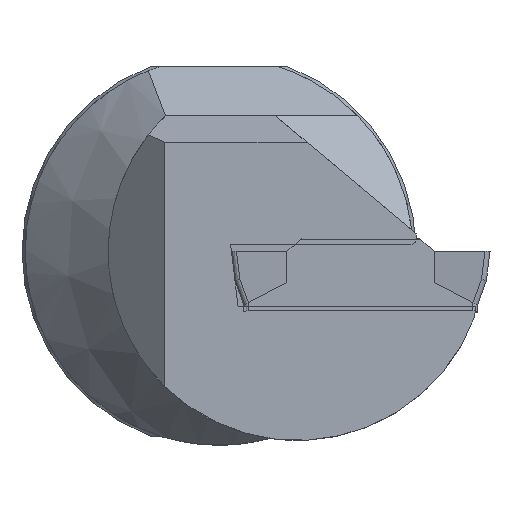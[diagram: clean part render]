
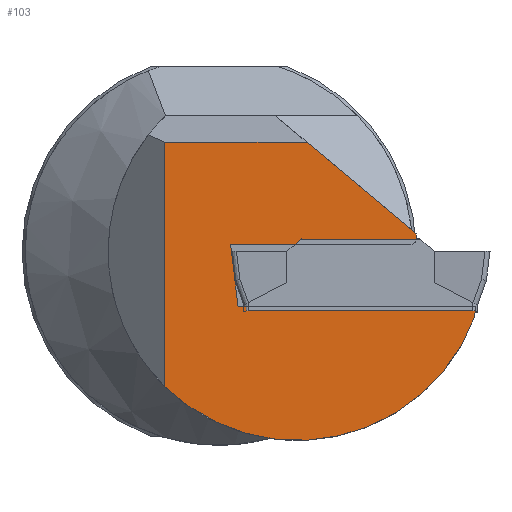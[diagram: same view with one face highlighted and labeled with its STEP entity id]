
A CAD part, left-side view. The second image highlights one B-rep face of the part: STEP entity #103.
In plain terms, the highlighted planar face has unit normal (-1, 0, 0).
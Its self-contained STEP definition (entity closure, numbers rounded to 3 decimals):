
#58=PLANE('',#1205);
#103=ADVANCED_FACE('',(#183),#58,.T.);
#183=FACE_OUTER_BOUND('',#245,.T.);
#245=EDGE_LOOP('',(#391,#392,#393,#394,#395,#396,#397,#398,#399));
#312=CIRCLE('',#1203,0.6);
#313=CIRCLE('',#1204,15.35);
#391=ORIENTED_EDGE('',*,*,#832,.F.);
#392=ORIENTED_EDGE('',*,*,#833,.F.);
#393=ORIENTED_EDGE('',*,*,#834,.F.);
#394=ORIENTED_EDGE('',*,*,#835,.F.);
#395=ORIENTED_EDGE('',*,*,#836,.T.);
#396=ORIENTED_EDGE('',*,*,#837,.F.);
#397=ORIENTED_EDGE('',*,*,#838,.T.);
#398=ORIENTED_EDGE('',*,*,#839,.T.);
#399=ORIENTED_EDGE('',*,*,#840,.T.);
#721=VERTEX_POINT('',#1732);
#722=VERTEX_POINT('',#1733);
#723=VERTEX_POINT('',#1735);
#724=VERTEX_POINT('',#1737);
#725=VERTEX_POINT('',#1739);
#726=VERTEX_POINT('',#1741);
#727=VERTEX_POINT('',#1743);
#728=VERTEX_POINT('',#1745);
#729=VERTEX_POINT('',#1747);
#832=EDGE_CURVE('',#721,#722,#984,.T.);
#833=EDGE_CURVE('',#723,#721,#985,.T.);
#834=EDGE_CURVE('',#724,#723,#986,.T.);
#835=EDGE_CURVE('',#725,#724,#312,.T.);
#836=EDGE_CURVE('',#725,#726,#987,.T.);
#837=EDGE_CURVE('',#727,#726,#988,.T.);
#838=EDGE_CURVE('',#727,#728,#989,.T.);
#839=EDGE_CURVE('',#728,#729,#313,.T.);
#840=EDGE_CURVE('',#729,#722,#990,.T.);
#984=LINE('',#1731,#1090);
#985=LINE('',#1734,#1091);
#986=LINE('',#1736,#1092);
#987=LINE('',#1740,#1093);
#988=LINE('',#1742,#1094);
#989=LINE('',#1744,#1095);
#990=LINE('',#1748,#1096);
#1090=VECTOR('',#1333,1.);
#1091=VECTOR('',#1334,1.);
#1092=VECTOR('',#1335,1.);
#1093=VECTOR('',#1338,1.);
#1094=VECTOR('',#1339,1.);
#1095=VECTOR('',#1340,1.);
#1096=VECTOR('',#1343,1.);
#1203=AXIS2_PLACEMENT_3D('',#1738,#1336,#1337);
#1204=AXIS2_PLACEMENT_3D('',#1746,#1341,#1342);
#1205=AXIS2_PLACEMENT_3D('',#1749,#1344,#1345);
#1333=DIRECTION('',(0.,-1.,0.));
#1334=DIRECTION('',(0.,-0.122,-0.993));
#1335=DIRECTION('',(0.,1.,0.));
#1336=DIRECTION('',(1.,0.,0.));
#1337=DIRECTION('',(0.,0.,1.));
#1338=DIRECTION('',(0.,0.766,0.643));
#1339=DIRECTION('',(0.,-1.,0.));
#1340=DIRECTION('',(0.,0.,-1.));
#1341=DIRECTION('',(-1.,0.,0.));
#1342=DIRECTION('',(0.,0.,1.));
#1343=DIRECTION('',(0.,-0.122,0.993));
#1344=DIRECTION('',(-1.,0.,0.));
#1345=DIRECTION('',(0.,0.,1.));
#1731=CARTESIAN_POINT('',(0.4,0.,-4.451));
#1732=CARTESIAN_POINT('',(0.4,-1.547,-4.451));
#1733=CARTESIAN_POINT('',(0.4,-20.855,-4.451));
#1734=CARTESIAN_POINT('',(0.4,-0.985,0.121));
#1735=CARTESIAN_POINT('',(0.4,-0.932,0.551));
#1736=CARTESIAN_POINT('',(0.4,0.,0.551));
#1737=CARTESIAN_POINT('',(0.4,-15.473,0.551));
#1738=CARTESIAN_POINT('',(0.4,-15.473,1.151));
#1739=CARTESIAN_POINT('',(0.4,-16.01,1.418));
#1740=CARTESIAN_POINT('',(0.4,-7.313,8.716));
#1741=CARTESIAN_POINT('',(0.4,-7.147,8.855));
#1742=CARTESIAN_POINT('',(0.4,0.,8.855));
#1743=CARTESIAN_POINT('',(0.4,4.4,8.855));
#1744=CARTESIAN_POINT('',(0.4,4.4,0.));
#1745=CARTESIAN_POINT('',(0.4,4.4,-10.957));
#1746=CARTESIAN_POINT('',(0.4,-6.35,0.));
#1747=CARTESIAN_POINT('',(0.4,-20.748,-5.322));
#1748=CARTESIAN_POINT('',(0.4,-21.083,-2.589));
#1749=CARTESIAN_POINT('',(0.4,0.,0.));
